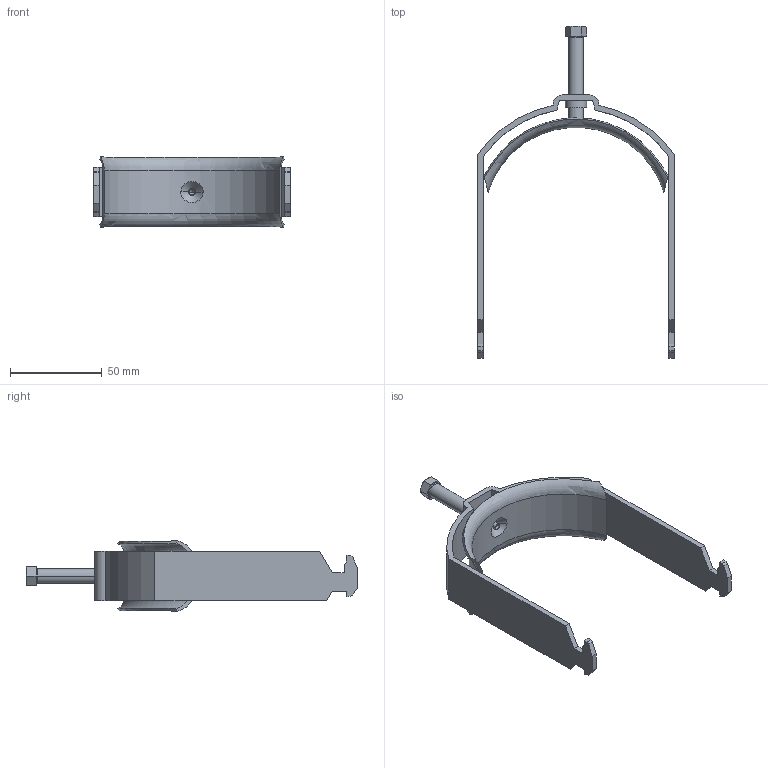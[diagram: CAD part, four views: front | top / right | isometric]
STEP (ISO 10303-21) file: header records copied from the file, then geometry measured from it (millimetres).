
FILE_DESCRIPTION (( 'STEP AP214' ), '1' );
FILE_NAME ('1186097.STEP', '2023-09-04T08:27:47', ( '' ), ( '' ), 'SwSTEP 2.0', 'SolidWorks 2022', '' );
FILE_SCHEMA (( 'AUTOMOTIVE_DESIGN' ));
Length unit declared in the file: millimetre
Products named in the file (4): 157105_1Fach; 142313_Druckschraube - M8 x 45; 1186097; 203554_Standard
Assembly tree (3 placements, depth 2):
  1186097
    157105_1Fach
    142313_Druckschraube - M8 x 45
    203554_Standard
Bounding box: 107 x 180.5 x 38.28 mm (x, y, z)
Volume: 37326.7 mm3; surface area: 32835.9 mm2
Topology: 3 solids, 3 shells, 243 faces, 630 edges, 416 vertices
Faces by surface type: plane 130, bspline 61, cylinder 34, cone 10, torus 8
Entity records: 12913 total; most frequent: CARTESIAN_POINT 6759, ORIENTED_EDGE 1252, DIRECTION 934, EDGE_CURVE 626, VERTEX_POINT 416, LINE 358, VECTOR 358, AXIS2_PLACEMENT_3D 288
